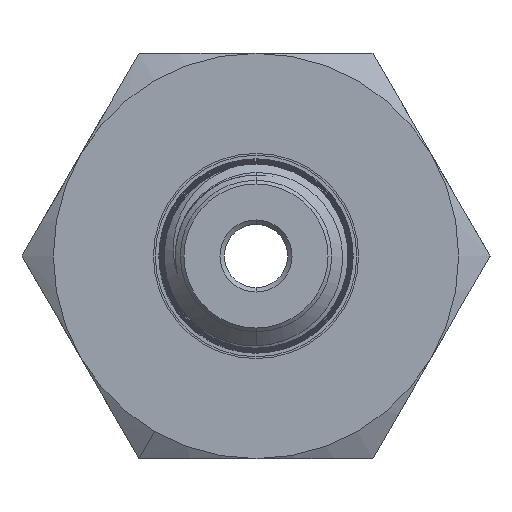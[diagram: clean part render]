
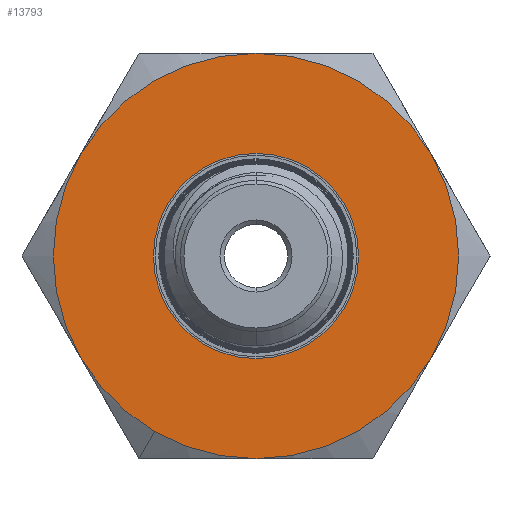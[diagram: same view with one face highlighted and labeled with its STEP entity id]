
A CAD part, left-side view. The second image highlights one B-rep face of the part: STEP entity #13793.
In plain terms, the highlighted planar face has unit normal (-1, 0, 0).
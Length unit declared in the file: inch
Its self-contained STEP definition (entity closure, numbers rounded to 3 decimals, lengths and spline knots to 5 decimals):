
#46 = DIRECTION ( 'NONE',  ( 0., 1., 0. ) ) ;
#439 = DIRECTION ( 'NONE',  ( 0., 1., 0. ) ) ;
#697 = CARTESIAN_POINT ( 'NONE',  ( -0.9445, 0.28475, 0. ) ) ;
#863 = EDGE_LOOP ( 'NONE', ( #12291, #1757, #14789, #8494, #10127, #14598, #5137 ) ) ;
#1486 = CIRCLE ( 'NONE', #4433, 0.5625 ) ;
#1658 = CIRCLE ( 'NONE', #7871, 0.5625 ) ;
#1716 = DIRECTION ( 'NONE',  ( 0., 1., 0. ) ) ;
#1757 = ORIENTED_EDGE ( 'NONE', *, *, #3379, .F. ) ;
#1914 = CARTESIAN_POINT ( 'NONE',  ( -0.9445, 0., -0.5625 ) ) ;
#1930 = EDGE_LOOP ( 'NONE', ( #4879, #11458 ) ) ;
#2017 = DIRECTION ( 'NONE',  ( -1., 0., 0. ) ) ;
#2497 = AXIS2_PLACEMENT_3D ( 'NONE', #697, #2017, #11292 ) ;
#2744 = CIRCLE ( 'NONE', #4615, 0.28475 ) ;
#2989 = CARTESIAN_POINT ( 'NONE',  ( -0.9445, 0.48714, 0.28125 ) ) ;
#3144 = DIRECTION ( 'NONE',  ( 0., 1., 0. ) ) ;
#3379 = EDGE_CURVE ( 'NONE', #8315, #4453, #10094, .T. ) ;
#3481 = CARTESIAN_POINT ( 'NONE',  ( -0.9445, 0.5625, 0. ) ) ;
#3874 = EDGE_CURVE ( 'NONE', #9482, #11752, #2744, .T. ) ;
#4162 = CARTESIAN_POINT ( 'NONE',  ( -0.9445, -0.48714, -0.28125 ) ) ;
#4433 = AXIS2_PLACEMENT_3D ( 'NONE', #9967, #6264, #439 ) ;
#4453 = VERTEX_POINT ( 'NONE', #2989 ) ;
#4615 = AXIS2_PLACEMENT_3D ( 'NONE', #5186, #14779, #8879 ) ;
#4656 = CARTESIAN_POINT ( 'NONE',  ( -0.9445, 0.28475, 0. ) ) ;
#4829 = DIRECTION ( 'NONE',  ( 1., 0., 0. ) ) ;
#4879 = ORIENTED_EDGE ( 'NONE', *, *, #5100, .T. ) ;
#4887 = CARTESIAN_POINT ( 'NONE',  ( -0.9445, 0., 0. ) ) ;
#4988 = CARTESIAN_POINT ( 'NONE',  ( -0.9445, -0.28475, 0. ) ) ;
#5066 = VERTEX_POINT ( 'NONE', #8303 ) ;
#5090 = CARTESIAN_POINT ( 'NONE',  ( -0.9445, 0., 0. ) ) ;
#5100 = EDGE_CURVE ( 'NONE', #11752, #9482, #9710, .T. ) ;
#5137 = ORIENTED_EDGE ( 'NONE', *, *, #7376, .F. ) ;
#5186 = CARTESIAN_POINT ( 'NONE',  ( -0.9445, 0., 0. ) ) ;
#5289 = FACE_OUTER_BOUND ( 'NONE', #863, .T. ) ;
#5438 = PLANE ( 'NONE',  #2497 ) ;
#5503 = EDGE_CURVE ( 'NONE', #12298, #7490, #10602, .T. ) ;
#6058 = DIRECTION ( 'NONE',  ( 1., 0., 0. ) ) ;
#6264 = DIRECTION ( 'NONE',  ( 1., 0., 0. ) ) ;
#6392 = AXIS2_PLACEMENT_3D ( 'NONE', #6464, #8837, #1716 ) ;
#6464 = CARTESIAN_POINT ( 'NONE',  ( -0.9445, 0., 0. ) ) ;
#6880 = VERTEX_POINT ( 'NONE', #9821 ) ;
#6890 = AXIS2_PLACEMENT_3D ( 'NONE', #11709, #12746, #6975 ) ;
#6975 = DIRECTION ( 'NONE',  ( 0., 1., 0. ) ) ;
#7105 = EDGE_CURVE ( 'NONE', #7490, #8315, #11345, .T. ) ;
#7198 = VERTEX_POINT ( 'NONE', #4162 ) ;
#7376 = EDGE_CURVE ( 'NONE', #6880, #5066, #14821, .T. ) ;
#7436 = DIRECTION ( 'NONE',  ( 1., 0., 0. ) ) ;
#7490 = VERTEX_POINT ( 'NONE', #8349 ) ;
#7783 = AXIS2_PLACEMENT_3D ( 'NONE', #5090, #7436, #13251 ) ;
#7871 = AXIS2_PLACEMENT_3D ( 'NONE', #8029, #11537, #46 ) ;
#8029 = CARTESIAN_POINT ( 'NONE',  ( -0.9445, 0., 0. ) ) ;
#8303 = CARTESIAN_POINT ( 'NONE',  ( -0.9445, -0.48714, 0.28125 ) ) ;
#8315 = VERTEX_POINT ( 'NONE', #3481 ) ;
#8349 = CARTESIAN_POINT ( 'NONE',  ( -0.9445, 0.48714, -0.28125 ) ) ;
#8494 = ORIENTED_EDGE ( 'NONE', *, *, #5503, .F. ) ;
#8837 = DIRECTION ( 'NONE',  ( 1., 0., 0. ) ) ;
#8879 = DIRECTION ( 'NONE',  ( 0., 1., 0. ) ) ;
#8998 = DIRECTION ( 'NONE',  ( 1., 0., 0. ) ) ;
#9179 = CIRCLE ( 'NONE', #7783, 0.5625 ) ;
#9482 = VERTEX_POINT ( 'NONE', #4988 ) ;
#9710 = CIRCLE ( 'NONE', #11423, 0.28475 ) ;
#9821 = CARTESIAN_POINT ( 'NONE',  ( -0.9445, 0., 0.5625 ) ) ;
#9936 = EDGE_CURVE ( 'NONE', #4453, #6880, #9179, .T. ) ;
#9967 = CARTESIAN_POINT ( 'NONE',  ( -0.9445, 0., 0. ) ) ;
#10094 = CIRCLE ( 'NONE', #10418, 0.5625 ) ;
#10127 = ORIENTED_EDGE ( 'NONE', *, *, #11462, .F. ) ;
#10418 = AXIS2_PLACEMENT_3D ( 'NONE', #4887, #4829, #13063 ) ;
#10478 = EDGE_CURVE ( 'NONE', #5066, #7198, #1658, .T. ) ;
#10602 = CIRCLE ( 'NONE', #14751, 0.5625 ) ;
#11292 = DIRECTION ( 'NONE',  ( 0., -1., 0. ) ) ;
#11345 = CIRCLE ( 'NONE', #6392, 0.5625 ) ;
#11423 = AXIS2_PLACEMENT_3D ( 'NONE', #11927, #6058, #11771 ) ;
#11458 = ORIENTED_EDGE ( 'NONE', *, *, #3874, .T. ) ;
#11462 = EDGE_CURVE ( 'NONE', #7198, #12298, #1486, .T. ) ;
#11537 = DIRECTION ( 'NONE',  ( 1., 0., 0. ) ) ;
#11709 = CARTESIAN_POINT ( 'NONE',  ( -0.9445, 0., 0. ) ) ;
#11752 = VERTEX_POINT ( 'NONE', #4656 ) ;
#11771 = DIRECTION ( 'NONE',  ( 0., 1., 0. ) ) ;
#11891 = CARTESIAN_POINT ( 'NONE',  ( -0.9445, 0., 0. ) ) ;
#11927 = CARTESIAN_POINT ( 'NONE',  ( -0.9445, 0., 0. ) ) ;
#12291 = ORIENTED_EDGE ( 'NONE', *, *, #9936, .F. ) ;
#12298 = VERTEX_POINT ( 'NONE', #1914 ) ;
#12746 = DIRECTION ( 'NONE',  ( 1., 0., 0. ) ) ;
#13012 = FACE_BOUND ( 'NONE', #1930, .T. ) ;
#13063 = DIRECTION ( 'NONE',  ( 0., 1., 0. ) ) ;
#13251 = DIRECTION ( 'NONE',  ( 0., 1., 0. ) ) ;
#13793 = ADVANCED_FACE ( 'NONE', ( #13012, #5289 ), #5438, .T. ) ;
#14598 = ORIENTED_EDGE ( 'NONE', *, *, #10478, .F. ) ;
#14751 = AXIS2_PLACEMENT_3D ( 'NONE', #11891, #8998, #3144 ) ;
#14779 = DIRECTION ( 'NONE',  ( 1., 0., 0. ) ) ;
#14789 = ORIENTED_EDGE ( 'NONE', *, *, #7105, .F. ) ;
#14821 = CIRCLE ( 'NONE', #6890, 0.5625 ) ;
